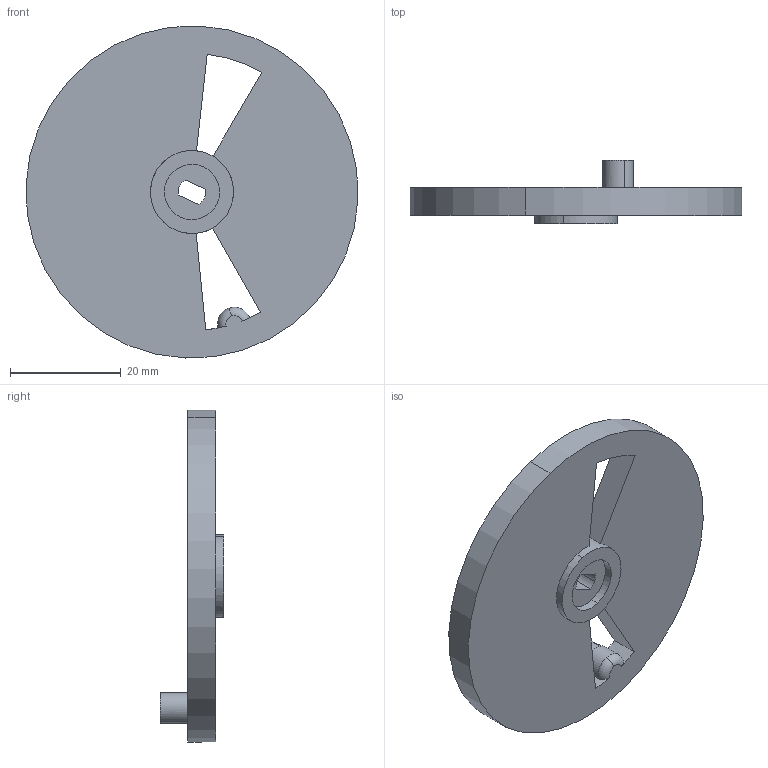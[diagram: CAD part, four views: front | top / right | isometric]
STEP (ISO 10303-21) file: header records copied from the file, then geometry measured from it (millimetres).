
FILE_DESCRIPTION (( 'STEP AP203' ), '1' );
FILE_NAME ('Cog_v1.000.001.STEP', '2024-11-28T02:54:10', ( '' ), ( '' ), 'SwSTEP 2.0', 'SolidWorks 2024', '' );
FILE_SCHEMA (( 'CONFIG_CONTROL_DESIGN' ));
Length unit declared in the file: millimetre
Products named in the file (1): Cog_v1.000.001
Bounding box: 59.95 x 11.5 x 59.95 mm (x, y, z)
Volume: 13206.1 mm3; surface area: 6895.2 mm2
Topology: 1 solids, 1 shells, 30 faces, 81 edges, 54 vertices
Faces by surface type: cylinder 16, plane 12, torus 2
Entity records: 1104 total; most frequent: CARTESIAN_POINT 226, DIRECTION 179, ORIENTED_EDGE 162, EDGE_CURVE 81, AXIS2_PLACEMENT_3D 71, VERTEX_POINT 54, CIRCLE 40, LINE 37
